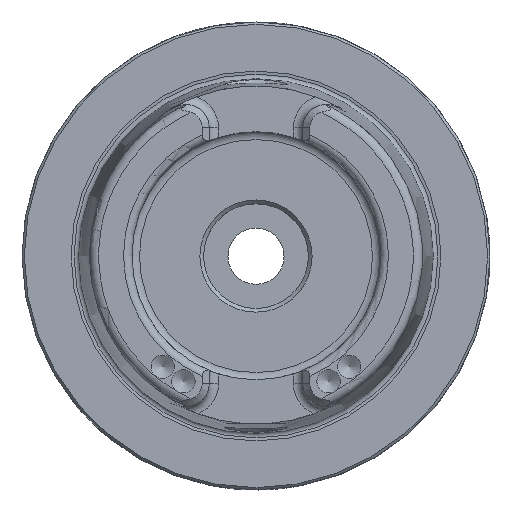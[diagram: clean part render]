
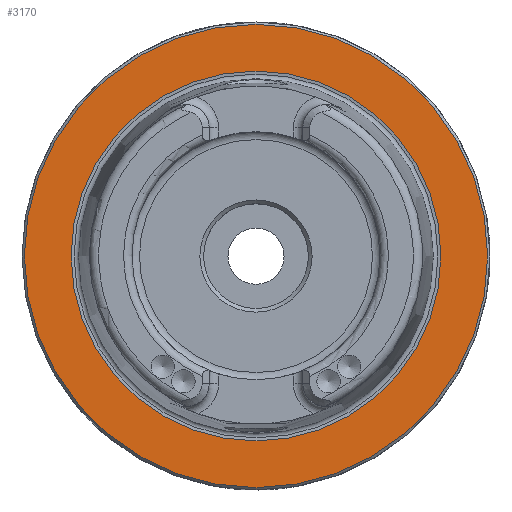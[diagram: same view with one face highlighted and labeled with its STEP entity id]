
A CAD part, top view. The second image highlights one B-rep face of the part: STEP entity #3170.
In plain terms, the highlighted planar face has unit normal (0, 0, 1).
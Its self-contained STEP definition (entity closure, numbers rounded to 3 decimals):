
#745=ORIENTED_EDGE('',*,*,#1178,.T.);
#746=ORIENTED_EDGE('',*,*,#1176,.F.);
#1176=EDGE_CURVE('',#1404,#1404,#1527,.T.);
#1178=EDGE_CURVE('',#1406,#1406,#1529,.T.);
#1404=VERTEX_POINT('',#5051);
#1406=VERTEX_POINT('',#5056);
#1527=CIRCLE('',#3406,39.511);
#1529=CIRCLE('',#3409,49.5);
#1694=EDGE_LOOP('',(#745));
#1695=EDGE_LOOP('',(#746));
#1918=FACE_BOUND('',#1694,.T.);
#1919=FACE_BOUND('',#1695,.T.);
#2052=PLANE('',#3408);
#3170=ADVANCED_FACE('',(#1918,#1919),#2052,.T.);
#3406=AXIS2_PLACEMENT_3D('',#5050,#3941,#3942);
#3408=AXIS2_PLACEMENT_3D('',#5054,#3945,#3946);
#3409=AXIS2_PLACEMENT_3D('',#5055,#3947,#3948);
#3941=DIRECTION('',(0.,0.,1.));
#3942=DIRECTION('',(1.,0.,0.));
#3945=DIRECTION('',(0.,0.,1.));
#3946=DIRECTION('',(1.,0.,0.));
#3947=DIRECTION('',(0.,0.,1.));
#3948=DIRECTION('',(1.,0.,0.));
#5050=CARTESIAN_POINT('',(0.,0.,0.));
#5051=CARTESIAN_POINT('',(39.511,0.,0.));
#5054=CARTESIAN_POINT('',(49.5,0.,0.));
#5055=CARTESIAN_POINT('',(0.,0.,0.));
#5056=CARTESIAN_POINT('',(49.5,0.,0.));
